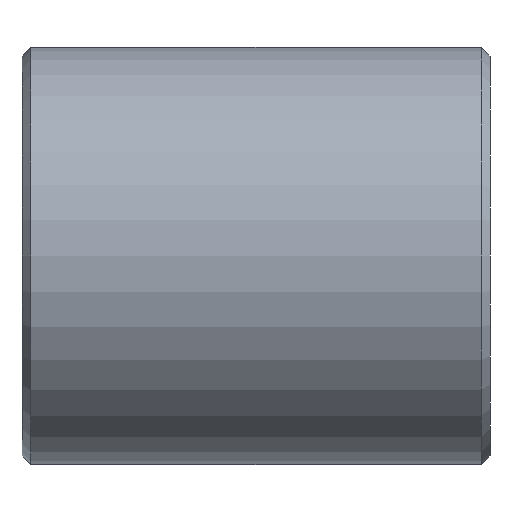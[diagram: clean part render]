
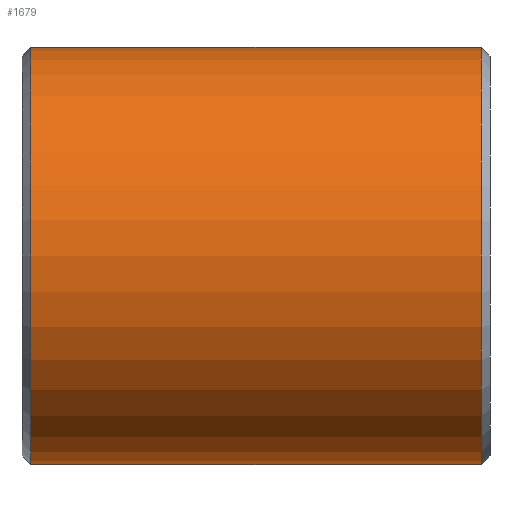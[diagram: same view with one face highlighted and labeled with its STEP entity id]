
A CAD part, left-side view. The second image highlights one B-rep face of the part: STEP entity #1679.
In plain terms, the highlighted cylindrical face has radius 2.05 mm (diameter 4.1 mm), a partial arc.
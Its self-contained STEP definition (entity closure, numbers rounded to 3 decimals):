
#25 = VERTEX_POINT ( 'NONE', #2215 ) ;
#35 = DIRECTION ( 'NONE',  ( 0., 1., 0. ) ) ;
#116 = AXIS2_PLACEMENT_3D ( 'NONE', #326, #136, #744 ) ;
#121 = CARTESIAN_POINT ( 'NONE',  ( 0., -2.216, 2.05 ) ) ;
#122 = DIRECTION ( 'NONE',  ( 0., 1., 0. ) ) ;
#136 = DIRECTION ( 'NONE',  ( 0., -1., 0. ) ) ;
#149 = VECTOR ( 'NONE', #613, 1000. ) ;
#158 = CARTESIAN_POINT ( 'NONE',  ( 0., -2.216, 0. ) ) ;
#221 = ORIENTED_EDGE ( 'NONE', *, *, #1772, .T. ) ;
#273 = EDGE_LOOP ( 'NONE', ( #1914, #891, #221, #1358 ) ) ;
#326 = CARTESIAN_POINT ( 'NONE',  ( 0., 2.216, 0. ) ) ;
#384 = CYLINDRICAL_SURFACE ( 'NONE', #1360, 2.05 ) ;
#484 = VERTEX_POINT ( 'NONE', #1199 ) ;
#613 = DIRECTION ( 'NONE',  ( 0., 1., 0. ) ) ;
#728 = AXIS2_PLACEMENT_3D ( 'NONE', #158, #122, #2242 ) ;
#744 = DIRECTION ( 'NONE',  ( 0., 0., 1. ) ) ;
#769 = VERTEX_POINT ( 'NONE', #121 ) ;
#813 = VERTEX_POINT ( 'NONE', #1951 ) ;
#851 = LINE ( 'NONE', #2362, #149 ) ;
#891 = ORIENTED_EDGE ( 'NONE', *, *, #1143, .T. ) ;
#1143 = EDGE_CURVE ( 'NONE', #813, #769, #2116, .T. ) ;
#1166 = DIRECTION ( 'NONE',  ( 0., 0., 1. ) ) ;
#1171 = EDGE_CURVE ( 'NONE', #25, #484, #1209, .T. ) ;
#1199 = CARTESIAN_POINT ( 'NONE',  ( 0., 2.216, -2.05 ) ) ;
#1209 = CIRCLE ( 'NONE', #116, 2.05 ) ;
#1358 = ORIENTED_EDGE ( 'NONE', *, *, #1171, .T. ) ;
#1360 = AXIS2_PLACEMENT_3D ( 'NONE', #1703, #1724, #1166 ) ;
#1384 = CARTESIAN_POINT ( 'NONE',  ( 0., -2.3, 2.05 ) ) ;
#1437 = LINE ( 'NONE', #1384, #1788 ) ;
#1679 = ADVANCED_FACE ( 'NONE', ( #1709 ), #384, .T. ) ;
#1703 = CARTESIAN_POINT ( 'NONE',  ( 0., -2.3, 0. ) ) ;
#1709 = FACE_OUTER_BOUND ( 'NONE', #273, .T. ) ;
#1724 = DIRECTION ( 'NONE',  ( 0., 1., 0. ) ) ;
#1772 = EDGE_CURVE ( 'NONE', #769, #25, #1437, .T. ) ;
#1788 = VECTOR ( 'NONE', #35, 1000. ) ;
#1828 = EDGE_CURVE ( 'NONE', #813, #484, #851, .T. ) ;
#1914 = ORIENTED_EDGE ( 'NONE', *, *, #1828, .F. ) ;
#1951 = CARTESIAN_POINT ( 'NONE',  ( 0., -2.216, -2.05 ) ) ;
#2116 = CIRCLE ( 'NONE', #728, 2.05 ) ;
#2215 = CARTESIAN_POINT ( 'NONE',  ( 0., 2.216, 2.05 ) ) ;
#2242 = DIRECTION ( 'NONE',  ( 0., 0., 1. ) ) ;
#2362 = CARTESIAN_POINT ( 'NONE',  ( 0., -2.3, -2.05 ) ) ;
